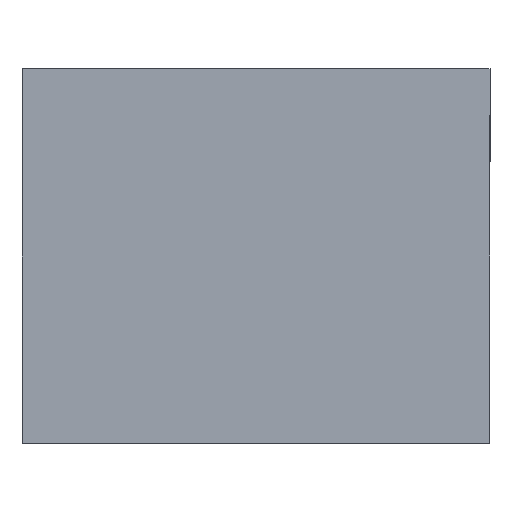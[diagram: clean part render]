
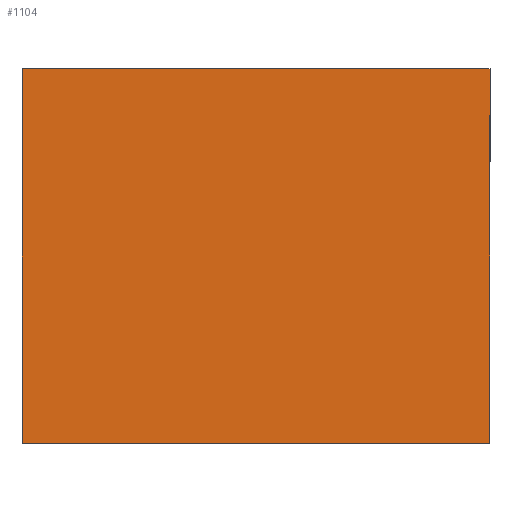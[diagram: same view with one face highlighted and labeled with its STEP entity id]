
A CAD part, left-side view. The second image highlights one B-rep face of the part: STEP entity #1104.
In plain terms, the highlighted planar face has unit normal (-1, 0, 0).
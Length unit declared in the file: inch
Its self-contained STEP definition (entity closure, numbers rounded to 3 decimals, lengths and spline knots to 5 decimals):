
#5 = VECTOR ( 'NONE', #1090, 39.37008 ) ;
#36 = DIRECTION ( 'NONE',  ( 1., 0., 0. ) ) ;
#68 = CARTESIAN_POINT ( 'NONE',  ( -200., -100., 200. ) ) ;
#108 = CARTESIAN_POINT ( 'NONE',  ( -200., 150., -200. ) ) ;
#201 = DIRECTION ( 'NONE',  ( 0., 0., 1. ) ) ;
#203 = VERTEX_POINT ( 'NONE', #991 ) ;
#218 = CARTESIAN_POINT ( 'NONE',  ( -200., 0., 0. ) ) ;
#229 = EDGE_LOOP ( 'NONE', ( #839, #311, #922, #620 ) ) ;
#244 = EDGE_CURVE ( 'NONE', #1085, #902, #968, .T. ) ;
#261 = DIRECTION ( 'NONE',  ( 0., 1., 0. ) ) ;
#290 = AXIS2_PLACEMENT_3D ( 'NONE', #218, #36, #822 ) ;
#311 = ORIENTED_EDGE ( 'NONE', *, *, #244, .F. ) ;
#318 = DIRECTION ( 'NONE',  ( 0., -1., 0. ) ) ;
#328 = CARTESIAN_POINT ( 'NONE',  ( -200., 0., 0. ) ) ;
#343 = EDGE_CURVE ( 'NONE', #203, #790, #854, .T. ) ;
#365 = FACE_OUTER_BOUND ( 'NONE', #229, .T. ) ;
#400 = EDGE_CURVE ( 'NONE', #790, #1085, #614, .T. ) ;
#428 = VECTOR ( 'NONE', #261, 39.37008 ) ;
#593 = LINE ( 'NONE', #328, #943 ) ;
#614 = LINE ( 'NONE', #1021, #428 ) ;
#620 = ORIENTED_EDGE ( 'NONE', *, *, #343, .F. ) ;
#652 = CARTESIAN_POINT ( 'NONE',  ( -200., 150., 200. ) ) ;
#680 = CARTESIAN_POINT ( 'NONE',  ( -200., -100., -200. ) ) ;
#740 = VECTOR ( 'NONE', #201, 39.37008 ) ;
#784 = CARTESIAN_POINT ( 'NONE',  ( -200., 150., 0. ) ) ;
#790 = VERTEX_POINT ( 'NONE', #680 ) ;
#822 = DIRECTION ( 'NONE',  ( 0., 0., -1. ) ) ;
#836 = EDGE_CURVE ( 'NONE', #902, #203, #593, .T. ) ;
#839 = ORIENTED_EDGE ( 'NONE', *, *, #836, .F. ) ;
#854 = LINE ( 'NONE', #68, #5 ) ;
#902 = VERTEX_POINT ( 'NONE', #784 ) ;
#922 = ORIENTED_EDGE ( 'NONE', *, *, #400, .F. ) ;
#943 = VECTOR ( 'NONE', #318, 39.37008 ) ;
#968 = LINE ( 'NONE', #652, #740 ) ;
#983 = PLANE ( 'NONE',  #290 ) ;
#991 = CARTESIAN_POINT ( 'NONE',  ( -200., -100., 0. ) ) ;
#1021 = CARTESIAN_POINT ( 'NONE',  ( -200., 150., -200. ) ) ;
#1085 = VERTEX_POINT ( 'NONE', #108 ) ;
#1090 = DIRECTION ( 'NONE',  ( 0., 0., -1. ) ) ;
#1104 = ADVANCED_FACE ( 'NONE', ( #365 ), #983, .F. ) ;
